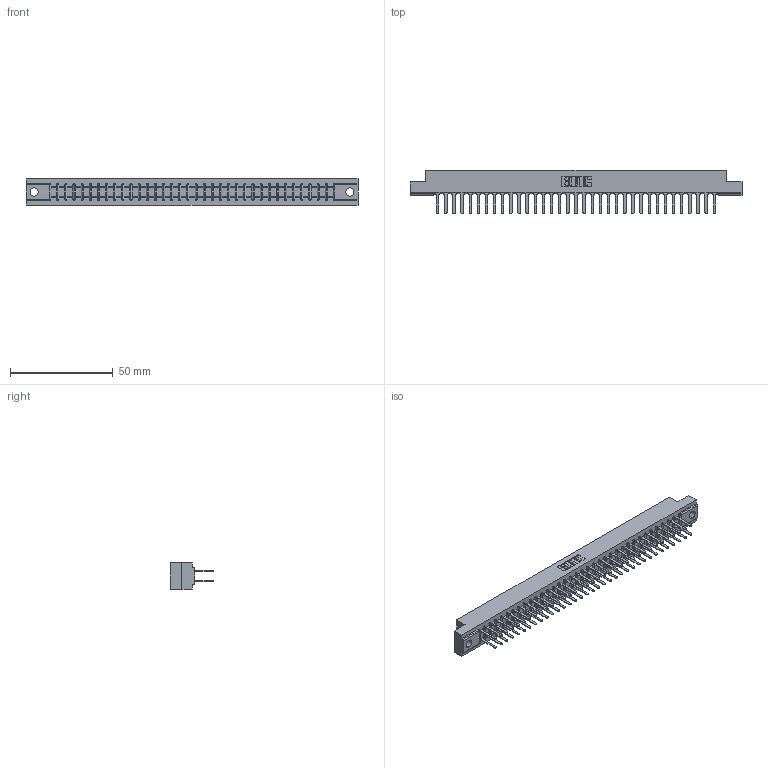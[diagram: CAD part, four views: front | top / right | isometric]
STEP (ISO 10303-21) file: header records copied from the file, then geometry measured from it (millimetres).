
FILE_DESCRIPTION (( 'STEP AP203' ), '1' );
FILE_NAME ('357-070-422-204.STEP', '2020-10-04T22:22:27', ( '' ), ( '' ), 'SwSTEP 2.0', 'SolidWorks 2020', '' );
FILE_SCHEMA (( 'CONFIG_CONTROL_DESIGN' ));
Length unit declared in the file: inch
Products named in the file (3): 357-070-422-204; 307-290-001_522; 307 Part_.156 Dia Mounting Holes
Assembly tree (71 placements, depth 2):
  357-070-422-204
    307 Part_.156 Dia Mounting Holes
    307-290-001_522  x70
Bounding box: 161.7 x 21.11 x 12.7 mm (x, y, z)
Volume: 17189.7 mm3; surface area: 21488.2 mm2
Topology: 71 solids, 71 shells, 3388 faces, 9459 edges, 6114 vertices
Faces by surface type: plane 2254, cylinder 1062, sphere 72
Entity records: 32374 total; most frequent: CARTESIAN_POINT 5301, ORIENTED_EDGE 5250, DIRECTION 5187, EDGE_CURVE 2625, LINE 2019, VECTOR 2019, VERTEX_POINT 1698, AXIS2_PLACEMENT_3D 1584
